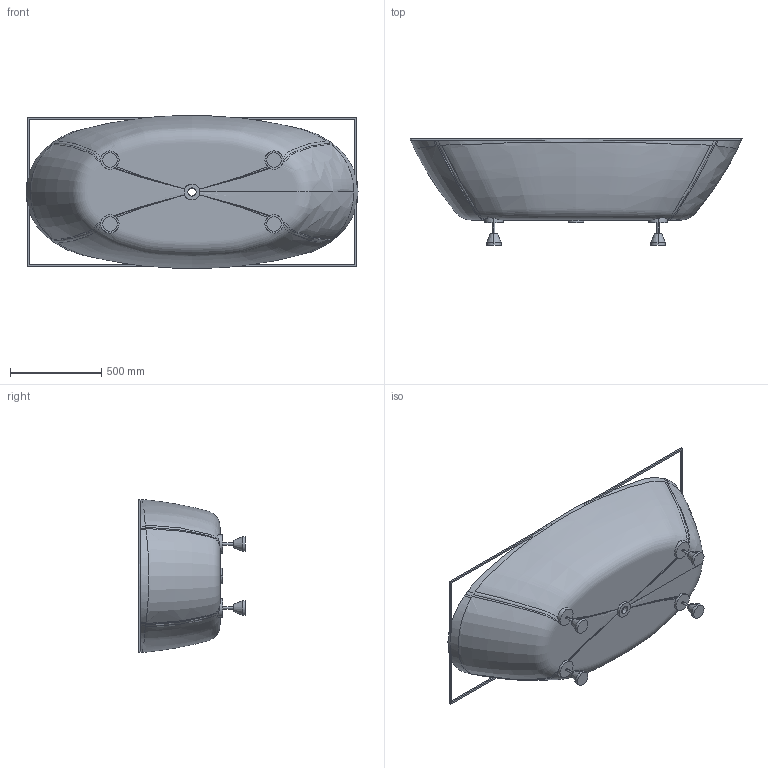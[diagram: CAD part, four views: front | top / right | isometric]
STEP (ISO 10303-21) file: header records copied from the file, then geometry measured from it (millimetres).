
FILE_DESCRIPTION (( 'STEP AP214' ), '1' );
FILE_NAME ('VMIT.STEP', '2019-06-25T14:44:36', ( 'Admin' ), ( '' ), 'SwSTEP 2.0', 'SolidWorks 2019', '' );
FILE_SCHEMA (( 'AUTOMOTIVE_DESIGN' ));
Products named in the file (1): VMIT
Bounding box: 1819.8 x 585 x 838.14 mm (x, y, z)
Volume: 52029406.4 mm3; surface area: 5212168.2 mm2
Topology: 2 solids, 2 shells, 122 faces, 306 edges, 184 vertices
Faces by surface type: bspline 64, plane 26, cylinder 24, cone 8
Entity records: 175755 total; most frequent: CARTESIAN_POINT 173399, ORIENTED_EDGE 588, EDGE_CURVE 294, DIRECTION 270, B_SPLINE_CURVE_WITH_KNOTS 190, VERTEX_POINT 184, EDGE_LOOP 134, ADVANCED_FACE 122
